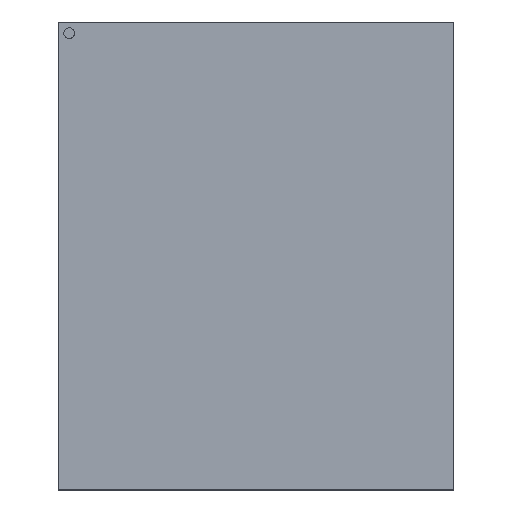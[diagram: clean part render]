
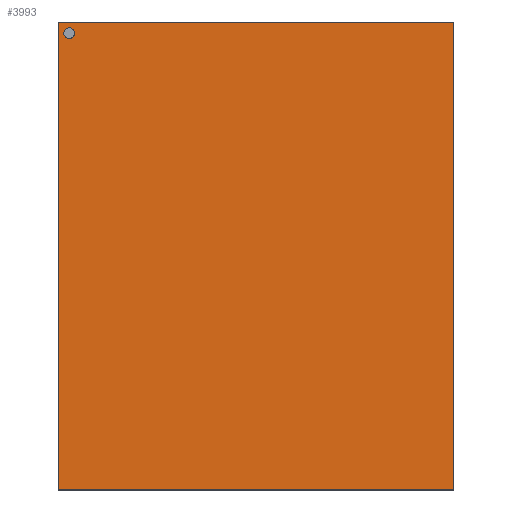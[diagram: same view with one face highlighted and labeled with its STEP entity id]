
A CAD part, top view. The second image highlights one B-rep face of the part: STEP entity #3993.
In plain terms, the highlighted planar face has unit normal (0, 0, 1).
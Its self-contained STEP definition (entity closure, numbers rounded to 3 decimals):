
#1489 = VERTEX_POINT('',#1490);
#1490 = CARTESIAN_POINT('',(-5.5,6.5,1.2));
#1498 = VERTEX_POINT('',#1499);
#1499 = CARTESIAN_POINT('',(5.5,6.5,1.2));
#1505 = EDGE_CURVE('',#1489,#1498,#1506,.T.);
#1506 = LINE('',#1507,#1508);
#1507 = CARTESIAN_POINT('',(-5.5,6.5,1.2));
#1508 = VECTOR('',#1509,1.);
#1509 = DIRECTION('',(1.,0.,0.));
#1521 = EDGE_CURVE('',#1498,#1522,#1524,.T.);
#1522 = VERTEX_POINT('',#1523);
#1523 = CARTESIAN_POINT('',(5.5,-6.5,1.2));
#1524 = LINE('',#1525,#1526);
#1525 = CARTESIAN_POINT('',(5.5,6.5,1.2));
#1526 = VECTOR('',#1527,1.);
#1527 = DIRECTION('',(0.,-1.,0.));
#1545 = EDGE_CURVE('',#1489,#1546,#1548,.T.);
#1546 = VERTEX_POINT('',#1547);
#1547 = CARTESIAN_POINT('',(-5.5,-6.5,1.2));
#1548 = LINE('',#1549,#1550);
#1549 = CARTESIAN_POINT('',(-5.5,6.5,1.2));
#1550 = VECTOR('',#1551,1.);
#1551 = DIRECTION('',(0.,-1.,0.));
#1570 = EDGE_CURVE('',#1546,#1522,#1571,.T.);
#1571 = LINE('',#1572,#1573);
#1572 = CARTESIAN_POINT('',(-5.5,-6.5,1.2));
#1573 = VECTOR('',#1574,1.);
#1574 = DIRECTION('',(1.,0.,0.));
#3993 = ADVANCED_FACE('',(#3994,#4000),#4011,.T.);
#3994 = FACE_BOUND('',#3995,.T.);
#3995 = EDGE_LOOP('',(#3996,#3997,#3998,#3999));
#3996 = ORIENTED_EDGE('',*,*,#1505,.F.);
#3997 = ORIENTED_EDGE('',*,*,#1545,.T.);
#3998 = ORIENTED_EDGE('',*,*,#1570,.T.);
#3999 = ORIENTED_EDGE('',*,*,#1521,.F.);
#4000 = FACE_BOUND('',#4001,.T.);
#4001 = EDGE_LOOP('',(#4002));
#4002 = ORIENTED_EDGE('',*,*,#4003,.T.);
#4003 = EDGE_CURVE('',#4004,#4004,#4006,.T.);
#4004 = VERTEX_POINT('',#4005);
#4005 = CARTESIAN_POINT('',(-5.19,6.04,1.2));
#4006 = CIRCLE('',#4007,0.15);
#4007 = AXIS2_PLACEMENT_3D('',#4008,#4009,#4010);
#4008 = CARTESIAN_POINT('',(-5.19,6.19,1.2));
#4009 = DIRECTION('',(-0.,0.,-1.));
#4010 = DIRECTION('',(0.,-1.,0.));
#4011 = PLANE('',#4012);
#4012 = AXIS2_PLACEMENT_3D('',#4013,#4014,#4015);
#4013 = CARTESIAN_POINT('',(-5.5,6.5,1.2));
#4014 = DIRECTION('',(0.,0.,1.));
#4015 = DIRECTION('',(0.,-1.,0.));
